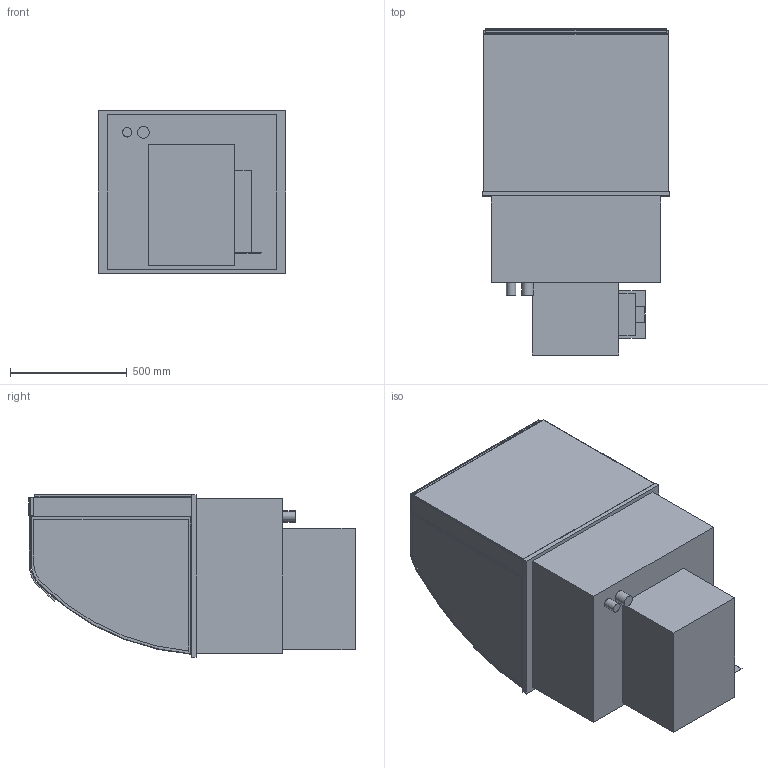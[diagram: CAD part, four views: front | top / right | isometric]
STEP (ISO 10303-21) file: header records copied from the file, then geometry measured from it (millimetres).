
FILE_DESCRIPTION(/* description */ ('Einbaukühlvitrine: eigengekühlt'),/* implementation_level */ '2;1');
FILE_NAME(/* name */ '3D-AKE-00007102.stp',/* time_stamp */ '2025-01-29T10:19:18+01:00',/* author */ ('marina.schachner'),/* organization */ (''),/* preprocessor_version */ 'ST-DEVELOPER v20',/* originating_system */ 'Autodesk Inventor 2024',/* authorisation */ '');
FILE_SCHEMA (('AUTOMOTIVE_DESIGN { 1 0 10303 214 3 1 1 }'));
Length unit declared in the file: millimetre
Products named in the file (1): 3D-AKE-00007102
Bounding box: 800 x 1395 x 695 mm (x, y, z)
Volume: 173784904.5 mm3; surface area: 14541504.5 mm2
Topology: 39 solids, 39 shells, 425 faces, 1014 edges, 676 vertices
Faces by surface type: plane 365, cylinder 60
Full cylindrical faces by diameter (mm): 40 x1, 50 x1
Entity records: 12174 total; most frequent: CARTESIAN_POINT 2116, ORIENTED_EDGE 2028, DIRECTION 1986, EDGE_CURVE 1014, LINE 894, VECTOR 894, VERTEX_POINT 676, AXIS2_PLACEMENT_3D 546
